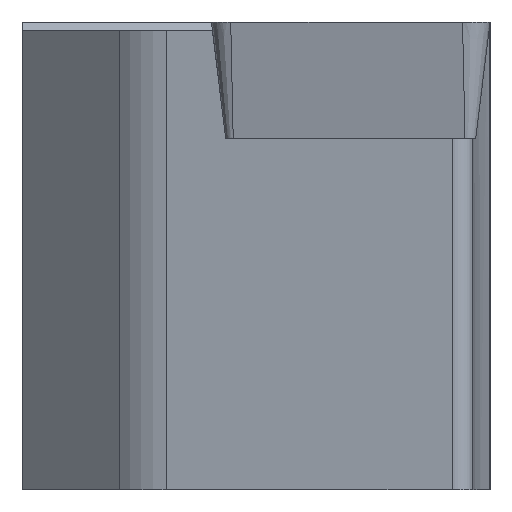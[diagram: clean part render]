
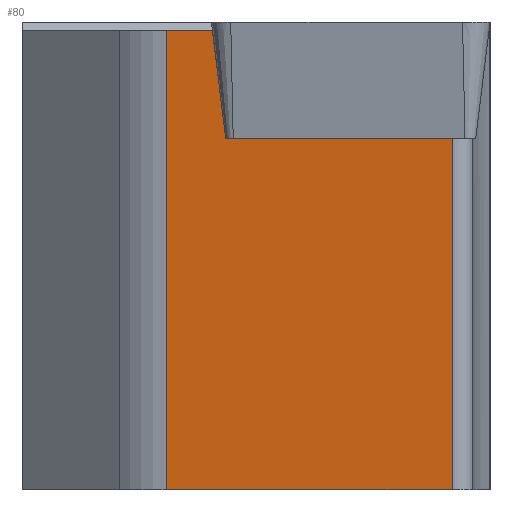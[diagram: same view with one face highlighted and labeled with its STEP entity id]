
A CAD part, left-side view. The second image highlights one B-rep face of the part: STEP entity #80.
In plain terms, the highlighted planar face has unit normal (-0.985, 0.174, 0).
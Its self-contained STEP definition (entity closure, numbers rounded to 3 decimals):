
#56=PLANE('',#527);
#80=ADVANCED_FACE('',(#110),#56,.F.);
#110=FACE_OUTER_BOUND('',#136,.T.);
#136=EDGE_LOOP('',(#230,#231,#232,#233,#234,#235));
#230=ORIENTED_EDGE('',*,*,#377,.F.);
#231=ORIENTED_EDGE('',*,*,#368,.F.);
#232=ORIENTED_EDGE('',*,*,#378,.F.);
#233=ORIENTED_EDGE('',*,*,#379,.F.);
#234=ORIENTED_EDGE('',*,*,#375,.T.);
#235=ORIENTED_EDGE('',*,*,#380,.F.);
#309=VERTEX_POINT('',#729);
#317=VERTEX_POINT('',#744);
#322=VERTEX_POINT('',#758);
#323=VERTEX_POINT('',#760);
#324=VERTEX_POINT('',#764);
#325=VERTEX_POINT('',#766);
#368=EDGE_CURVE('',#317,#309,#423,.T.);
#375=EDGE_CURVE('',#323,#322,#429,.T.);
#377=EDGE_CURVE('',#309,#324,#430,.T.);
#378=EDGE_CURVE('',#325,#317,#431,.T.);
#379=EDGE_CURVE('',#323,#325,#432,.T.);
#380=EDGE_CURVE('',#324,#322,#433,.T.);
#423=LINE('',#745,#473);
#429=LINE('',#759,#479);
#430=LINE('',#763,#480);
#431=LINE('',#765,#481);
#432=LINE('',#767,#482);
#433=LINE('',#768,#483);
#473=VECTOR('',#607,1.);
#479=VECTOR('',#619,1.);
#480=VECTOR('',#624,1.);
#481=VECTOR('',#625,1.);
#482=VECTOR('',#626,1.);
#483=VECTOR('',#627,1.);
#527=AXIS2_PLACEMENT_3D('',#769,#628,#629);
#607=DIRECTION('',(-0.174,-0.985,0.));
#619=DIRECTION('',(0.,0.,1.));
#624=DIRECTION('',(-0.021,-0.122,-0.992));
#625=DIRECTION('',(0.,0.,1.));
#626=DIRECTION('',(0.174,0.985,0.));
#627=DIRECTION('',(-0.174,-0.985,0.));
#628=DIRECTION('',(0.985,-0.174,0.));
#629=DIRECTION('',(0.174,0.985,0.));
#729=CARTESIAN_POINT('',(2.27,9.488,-0.3));
#744=CARTESIAN_POINT('',(2.548,11.068,-0.3));
#745=CARTESIAN_POINT('',(0.824,1.292,-0.3));
#758=CARTESIAN_POINT('',(0.824,1.292,-3.97));
#759=CARTESIAN_POINT('',(0.824,1.292,-30.));
#760=CARTESIAN_POINT('',(0.824,1.292,-16.));
#763=CARTESIAN_POINT('',(1.614,5.772,-30.567));
#764=CARTESIAN_POINT('',(2.19,9.038,-3.97));
#765=CARTESIAN_POINT('',(2.548,11.068,-30.));
#766=CARTESIAN_POINT('',(2.548,11.068,-16.));
#767=CARTESIAN_POINT('',(0.824,1.292,-16.));
#768=CARTESIAN_POINT('',(0.824,1.292,-3.97));
#769=CARTESIAN_POINT('',(0.824,1.292,-30.));
